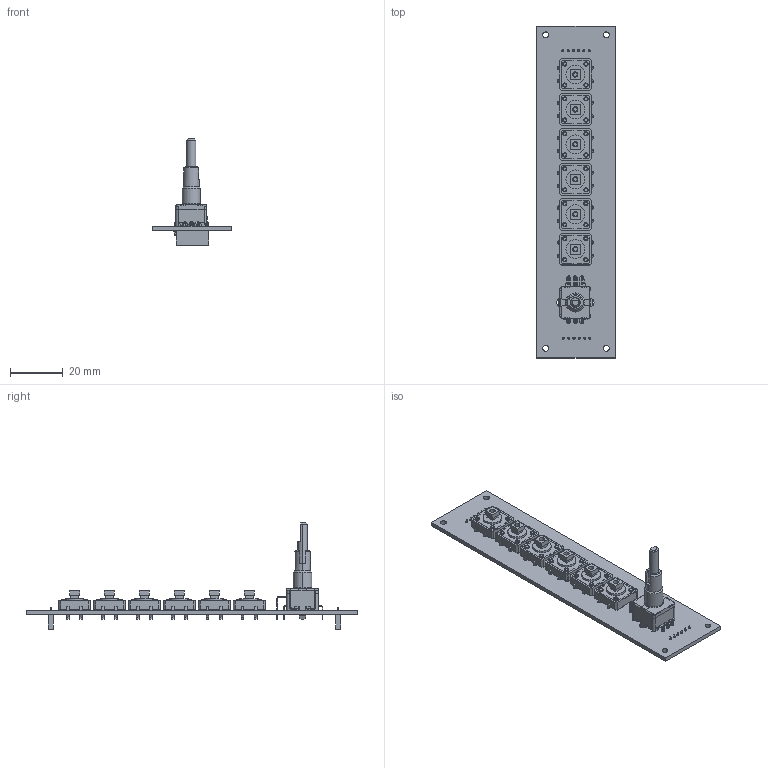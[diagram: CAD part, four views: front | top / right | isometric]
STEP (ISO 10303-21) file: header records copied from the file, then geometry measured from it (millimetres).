
FILE_DESCRIPTION(('KiCad electronic assembly'),'2;1');
FILE_NAME('gns_right.step','2024-10-27T11:41:47',('Pcbnew'),('Kicad'), 'Open CASCADE STEP processor 7.7','KiCad to STEP converter','Unknown' );
FILE_SCHEMA(('AUTOMOTIVE_DESIGN { 1 0 10303 214 1 1 1 1 }'));
Length unit declared in the file: millimetre
Products named in the file (8): gns_right 1; B3F-4055; EC11EBB24C03; PinSocket_1x06_P2.00mm_Vertical; PinSocket_1x06_P200mm_Vertical; gns_right_PCB
Assembly tree (13 placements, depth 3):
  gns_right 1
    B3F-4055  x6
      B3F-4055
    EC11EBB24C03
      EC11EBB24C03
    PinSocket_1x06_P2.00mm_Vertical  x2
      PinSocket_1x06_P200mm_Vertical
    gns_right_PCB
Bounding box: 29.5 x 125.5 x 40.28 mm (x, y, z)
Volume: 10805.6 mm3; surface area: 17352.7 mm2
Topology: 46 solids, 46 shells, 2392 faces, 6230 edges, 4015 vertices
Faces by surface type: plane 1919, cylinder 373, torus 58, cone 30, bspline 8, revolution 4
Full cylindrical faces by diameter (mm): 0.8 x12, 1.1 x8, 1.25 x24, 1.5 x6, 1.6 x36, 1.85 x12, 2 x6, 2.2 x4, 3.139 x2, 7.1 x12
Entity records: 42539 total; most frequent: CARTESIAN_POINT 7387, ORIENTED_EDGE 6644, DIRECTION 6452, EDGE_CURVE 3322, LINE 2570, VECTOR 2570, VERTEX_POINT 2087, AXIS2_PLACEMENT_3D 1939
